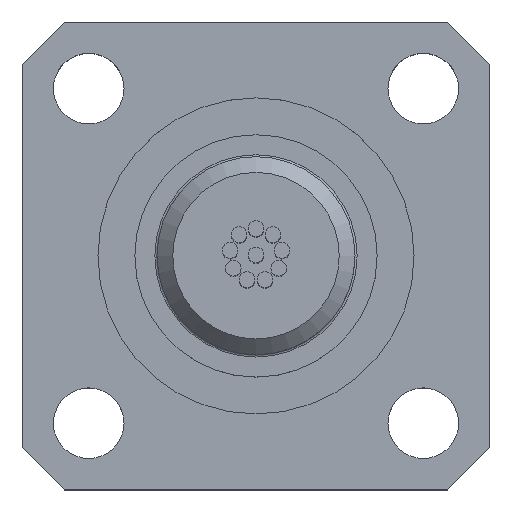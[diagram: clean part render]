
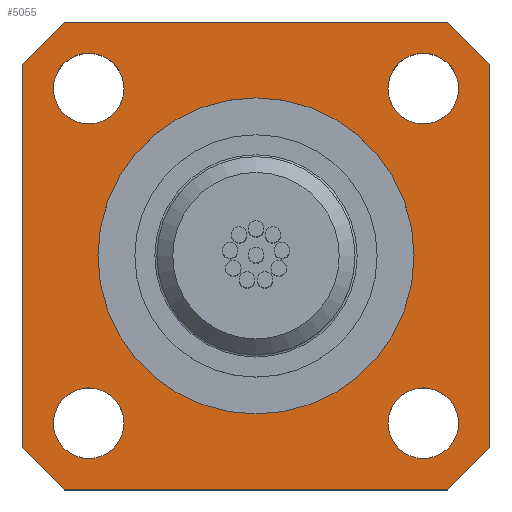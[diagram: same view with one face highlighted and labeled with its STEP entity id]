
A CAD part, top view. The second image highlights one B-rep face of the part: STEP entity #5055.
In plain terms, the highlighted planar face has unit normal (0, 0, 1).
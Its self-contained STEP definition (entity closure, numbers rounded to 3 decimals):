
#716=FACE_BOUND($,#1253,.T.);
#717=FACE_BOUND($,#1254,.T.);
#718=FACE_BOUND($,#1255,.T.);
#719=FACE_BOUND($,#1256,.T.);
#720=FACE_BOUND($,#1257,.T.);
#840=CIRCLE($,#5377,15.);
#841=CIRCLE($,#5378,3.35);
#842=CIRCLE($,#5379,3.35);
#843=CIRCLE($,#5380,3.35);
#844=CIRCLE($,#5381,3.35);
#941=FACE_OUTER_BOUND($,#1252,.T.);
#1252=EDGE_LOOP($,(#3583,#3584,#3585,#3586,#3587,#3588,#3589,#3590));
#1253=EDGE_LOOP($,(#3591));
#1254=EDGE_LOOP($,(#3592));
#1255=EDGE_LOOP($,(#3593));
#1256=EDGE_LOOP($,(#3594));
#1257=EDGE_LOOP($,(#3595));
#1670=LINE($,#6598,#2019);
#1676=LINE($,#6609,#2025);
#1683=LINE($,#6635,#2032);
#1686=LINE($,#6640,#2035);
#1688=LINE($,#6644,#2037);
#1690=LINE($,#6648,#2039);
#1692=LINE($,#6651,#2041);
#1693=LINE($,#6652,#2042);
#2019=VECTOR($,#5661,5.657);
#2025=VECTOR($,#5669,36.4);
#2032=VECTOR($,#5690,5.657);
#2035=VECTOR($,#5695,36.4);
#2037=VECTOR($,#5699,5.657);
#2039=VECTOR($,#5703,5.657);
#2041=VECTOR($,#5707,36.4);
#2042=VECTOR($,#5708,36.4);
#2368=VERTEX_POINT($,#6596);
#2369=VERTEX_POINT($,#6597);
#2373=VERTEX_POINT($,#6607);
#2384=VERTEX_POINT($,#6633);
#2385=VERTEX_POINT($,#6634);
#2386=VERTEX_POINT($,#6639);
#2387=VERTEX_POINT($,#6643);
#2388=VERTEX_POINT($,#6647);
#2389=VERTEX_POINT($,#6653);
#2390=VERTEX_POINT($,#6655);
#2391=VERTEX_POINT($,#6657);
#2392=VERTEX_POINT($,#6659);
#2393=VERTEX_POINT($,#6661);
#2858=EDGE_CURVE($,#2368,#2369,#1670,.T.);
#2864=EDGE_CURVE($,#2373,#2368,#1676,.T.);
#2876=EDGE_CURVE($,#2384,#2385,#1683,.T.);
#2879=EDGE_CURVE($,#2385,#2386,#1686,.T.);
#2881=EDGE_CURVE($,#2386,#2387,#1688,.T.);
#2883=EDGE_CURVE($,#2388,#2373,#1690,.T.);
#2885=EDGE_CURVE($,#2387,#2388,#1692,.T.);
#2886=EDGE_CURVE($,#2369,#2384,#1693,.T.);
#2887=EDGE_CURVE($,#2389,#2389,#840,.T.);
#2888=EDGE_CURVE($,#2390,#2390,#841,.T.);
#2889=EDGE_CURVE($,#2391,#2391,#842,.T.);
#2890=EDGE_CURVE($,#2392,#2392,#843,.T.);
#2891=EDGE_CURVE($,#2393,#2393,#844,.T.);
#3583=ORIENTED_EDGE($,*,*,#2858,.F.);
#3584=ORIENTED_EDGE($,*,*,#2864,.F.);
#3585=ORIENTED_EDGE($,*,*,#2883,.F.);
#3586=ORIENTED_EDGE($,*,*,#2885,.F.);
#3587=ORIENTED_EDGE($,*,*,#2881,.F.);
#3588=ORIENTED_EDGE($,*,*,#2879,.F.);
#3589=ORIENTED_EDGE($,*,*,#2876,.F.);
#3590=ORIENTED_EDGE($,*,*,#2886,.F.);
#3591=ORIENTED_EDGE($,*,*,#2887,.T.);
#3592=ORIENTED_EDGE($,*,*,#2888,.T.);
#3593=ORIENTED_EDGE($,*,*,#2889,.T.);
#3594=ORIENTED_EDGE($,*,*,#2890,.T.);
#3595=ORIENTED_EDGE($,*,*,#2891,.T.);
#4929=PLANE($,#5376);
#5055=ADVANCED_FACE($,(#941,#716,#717,#718,#719,#720),#4929,.T.);
#5376=AXIS2_PLACEMENT_3D($,#6650,#5705,#5706);
#5377=AXIS2_PLACEMENT_3D($,#6654,#5709,#5710);
#5378=AXIS2_PLACEMENT_3D($,#6656,#5711,#5712);
#5379=AXIS2_PLACEMENT_3D($,#6658,#5713,#5714);
#5380=AXIS2_PLACEMENT_3D($,#6660,#5715,#5716);
#5381=AXIS2_PLACEMENT_3D($,#6662,#5717,#5718);
#5661=DIRECTION($,(0.707,0.707,0.));
#5669=DIRECTION($,(0.,1.,0.));
#5690=DIRECTION($,(0.707,-0.707,0.));
#5695=DIRECTION($,(0.,-1.,0.));
#5699=DIRECTION($,(-0.707,-0.707,0.));
#5703=DIRECTION($,(-0.707,0.707,0.));
#5705=DIRECTION('center_axis',(0.,0.,1.));
#5706=DIRECTION('ref_axis',(1.,0.,0.));
#5707=DIRECTION($,(-1.,0.,0.));
#5708=DIRECTION($,(1.,0.,0.));
#5709=DIRECTION('center_axis',(0.,0.,-1.));
#5710=DIRECTION('ref_axis',(-1.,0.,0.));
#5711=DIRECTION('center_axis',(0.,0.,-1.));
#5712=DIRECTION('ref_axis',(1.,0.,0.));
#5713=DIRECTION('center_axis',(0.,0.,-1.));
#5714=DIRECTION('ref_axis',(0.,1.,0.));
#5715=DIRECTION('center_axis',(0.,0.,-1.));
#5716=DIRECTION('ref_axis',(-1.,0.,0.));
#5717=DIRECTION('center_axis',(0.,0.,-1.));
#5718=DIRECTION('ref_axis',(0.,-1.,0.));
#6596=CARTESIAN_POINT('',(-22.2,18.2,9.5));
#6597=CARTESIAN_POINT('',(-18.2,22.2,9.5));
#6598=CARTESIAN_POINT($,(-20.2,20.2,9.5));
#6607=CARTESIAN_POINT('',(-22.2,-18.2,9.5));
#6609=CARTESIAN_POINT($,(-22.2,-22.2,9.5));
#6633=CARTESIAN_POINT('',(18.2,22.2,9.5));
#6634=CARTESIAN_POINT('',(22.2,18.2,9.5));
#6635=CARTESIAN_POINT($,(20.2,20.2,9.5));
#6639=CARTESIAN_POINT('',(22.2,-18.2,9.5));
#6640=CARTESIAN_POINT($,(22.2,22.2,9.5));
#6643=CARTESIAN_POINT('',(18.2,-22.2,9.5));
#6644=CARTESIAN_POINT($,(20.2,-20.2,9.5));
#6647=CARTESIAN_POINT('',(-18.2,-22.2,9.5));
#6648=CARTESIAN_POINT($,(-20.2,-20.2,9.5));
#6650=CARTESIAN_POINT('Origin',(0.,0.,9.5));
#6651=CARTESIAN_POINT($,(22.2,-22.2,9.5));
#6652=CARTESIAN_POINT($,(-22.2,22.2,9.5));
#6653=CARTESIAN_POINT('',(15.,0.,9.5));
#6654=CARTESIAN_POINT('Origin',(0.,0.,9.5));
#6655=CARTESIAN_POINT('',(12.525,15.875,9.5));
#6656=CARTESIAN_POINT('Origin',(15.875,15.875,9.5));
#6657=CARTESIAN_POINT('',(-15.875,12.525,9.5));
#6658=CARTESIAN_POINT('Origin',(-15.875,15.875,9.5));
#6659=CARTESIAN_POINT('',(-12.525,-15.875,9.5));
#6660=CARTESIAN_POINT('Origin',(-15.875,-15.875,9.5));
#6661=CARTESIAN_POINT('',(15.875,-12.525,9.5));
#6662=CARTESIAN_POINT('Origin',(15.875,-15.875,9.5));
